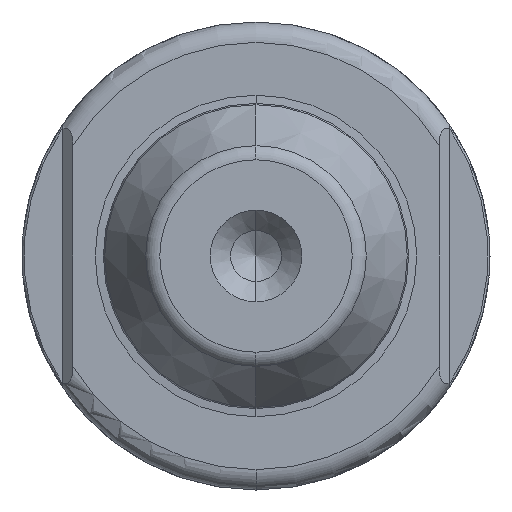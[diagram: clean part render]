
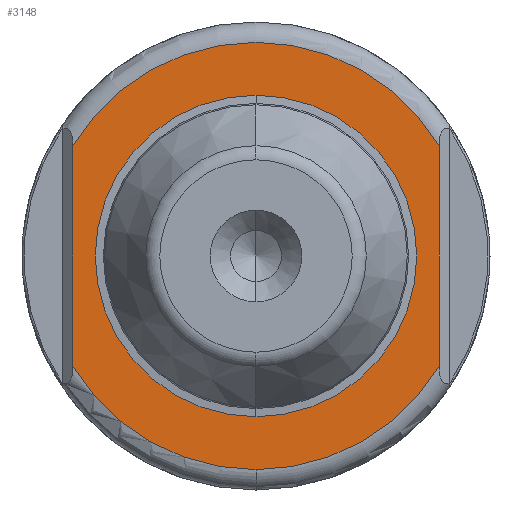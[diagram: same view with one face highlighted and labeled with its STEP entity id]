
A CAD part, left-side view. The second image highlights one B-rep face of the part: STEP entity #3148.
In plain terms, the highlighted planar face has unit normal (-1, 0, 0).
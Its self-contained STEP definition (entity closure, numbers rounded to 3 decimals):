
#12 = VERTEX_POINT ( 'NONE', #110 ) ;
#22 = ORIENTED_EDGE ( 'NONE', *, *, #3922, .T. ) ;
#87 = DIRECTION ( 'NONE',  ( -1., 0., 0. ) ) ;
#110 = CARTESIAN_POINT ( 'NONE',  ( 29., 0., -7.9 ) ) ;
#207 = DIRECTION ( 'NONE',  ( 0., 0., 1. ) ) ;
#225 = DIRECTION ( 'NONE',  ( -1., 0., 0. ) ) ;
#365 = CARTESIAN_POINT ( 'NONE',  ( 29., -9., -5.408 ) ) ;
#494 = AXIS2_PLACEMENT_3D ( 'NONE', #2338, #87, #2730 ) ;
#531 = FACE_OUTER_BOUND ( 'NONE', #3825, .T. ) ;
#589 = VECTOR ( 'NONE', #1863, 1000. ) ;
#649 = ORIENTED_EDGE ( 'NONE', *, *, #4392, .T. ) ;
#690 = AXIS2_PLACEMENT_3D ( 'NONE', #985, #225, #207 ) ;
#722 = VERTEX_POINT ( 'NONE', #4880 ) ;
#861 = EDGE_CURVE ( 'NONE', #12, #722, #4309, .T. ) ;
#985 = CARTESIAN_POINT ( 'NONE',  ( 29., 0., 0. ) ) ;
#1089 = VERTEX_POINT ( 'NONE', #2760 ) ;
#1155 = CIRCLE ( 'NONE', #2377, 10.5 ) ;
#1275 = VERTEX_POINT ( 'NONE', #1566 ) ;
#1334 = CARTESIAN_POINT ( 'NONE',  ( 29., 0., 0. ) ) ;
#1364 = DIRECTION ( 'NONE',  ( -1., 0., 0. ) ) ;
#1404 = VERTEX_POINT ( 'NONE', #365 ) ;
#1473 = AXIS2_PLACEMENT_3D ( 'NONE', #3230, #4008, #1714 ) ;
#1566 = CARTESIAN_POINT ( 'NONE',  ( 29., -9., 5.408 ) ) ;
#1704 = CARTESIAN_POINT ( 'NONE',  ( 29., 9., 5.408 ) ) ;
#1714 = DIRECTION ( 'NONE',  ( 0., 0., -1. ) ) ;
#1724 = DIRECTION ( 'NONE',  ( 0., 0., -1. ) ) ;
#1858 = ORIENTED_EDGE ( 'NONE', *, *, #2248, .T. ) ;
#1863 = DIRECTION ( 'NONE',  ( 0., 0., 1. ) ) ;
#2171 = CARTESIAN_POINT ( 'NONE',  ( 29., 0., 0. ) ) ;
#2193 = ORIENTED_EDGE ( 'NONE', *, *, #4292, .T. ) ;
#2228 = AXIS2_PLACEMENT_3D ( 'NONE', #3665, #1364, #4044 ) ;
#2248 = EDGE_CURVE ( 'NONE', #1275, #3918, #1155, .T. ) ;
#2338 = CARTESIAN_POINT ( 'NONE',  ( 29., 0., 0. ) ) ;
#2341 = AXIS2_PLACEMENT_3D ( 'NONE', #1334, #4015, #1724 ) ;
#2377 = AXIS2_PLACEMENT_3D ( 'NONE', #2171, #4833, #2563 ) ;
#2394 = FACE_BOUND ( 'NONE', #3620, .T. ) ;
#2557 = ORIENTED_EDGE ( 'NONE', *, *, #4100, .F. ) ;
#2563 = DIRECTION ( 'NONE',  ( 0., 0., -1. ) ) ;
#2703 = VECTOR ( 'NONE', #4832, 1000. ) ;
#2730 = DIRECTION ( 'NONE',  ( 0., 0., 1. ) ) ;
#2760 = CARTESIAN_POINT ( 'NONE',  ( 29., 9., -5.408 ) ) ;
#2816 = LINE ( 'NONE', #4093, #2703 ) ;
#3001 = CARTESIAN_POINT ( 'NONE',  ( 29., -9., -11.5 ) ) ;
#3073 = CIRCLE ( 'NONE', #494, 7.9 ) ;
#3139 = ORIENTED_EDGE ( 'NONE', *, *, #3234, .T. ) ;
#3148 = ADVANCED_FACE ( 'NONE', ( #531, #2394 ), #3624, .F. ) ;
#3230 = CARTESIAN_POINT ( 'NONE',  ( 29., 0., -11.5 ) ) ;
#3234 = EDGE_CURVE ( 'NONE', #3751, #1404, #3310, .T. ) ;
#3259 = ORIENTED_EDGE ( 'NONE', *, *, #861, .F. ) ;
#3310 = CIRCLE ( 'NONE', #2228, 10.5 ) ;
#3475 = LINE ( 'NONE', #3001, #589 ) ;
#3491 = CARTESIAN_POINT ( 'NONE',  ( 29., 0., -10.5 ) ) ;
#3620 = EDGE_LOOP ( 'NONE', ( #2557, #3259 ) ) ;
#3624 = PLANE ( 'NONE',  #1473 ) ;
#3665 = CARTESIAN_POINT ( 'NONE',  ( 29., 0., 0. ) ) ;
#3676 = CIRCLE ( 'NONE', #2341, 10.5 ) ;
#3751 = VERTEX_POINT ( 'NONE', #3491 ) ;
#3825 = EDGE_LOOP ( 'NONE', ( #22, #3139, #649, #1858, #2193 ) ) ;
#3918 = VERTEX_POINT ( 'NONE', #1704 ) ;
#3922 = EDGE_CURVE ( 'NONE', #1089, #3751, #3676, .T. ) ;
#4008 = DIRECTION ( 'NONE',  ( 1., 0., 0. ) ) ;
#4015 = DIRECTION ( 'NONE',  ( -1., 0., 0. ) ) ;
#4044 = DIRECTION ( 'NONE',  ( 0., 0., -1. ) ) ;
#4093 = CARTESIAN_POINT ( 'NONE',  ( 29., 9., -11.5 ) ) ;
#4100 = EDGE_CURVE ( 'NONE', #722, #12, #3073, .T. ) ;
#4292 = EDGE_CURVE ( 'NONE', #3918, #1089, #2816, .T. ) ;
#4309 = CIRCLE ( 'NONE', #690, 7.9 ) ;
#4392 = EDGE_CURVE ( 'NONE', #1404, #1275, #3475, .T. ) ;
#4832 = DIRECTION ( 'NONE',  ( 0., 0., -1. ) ) ;
#4833 = DIRECTION ( 'NONE',  ( -1., 0., 0. ) ) ;
#4880 = CARTESIAN_POINT ( 'NONE',  ( 29., 0., 7.9 ) ) ;
